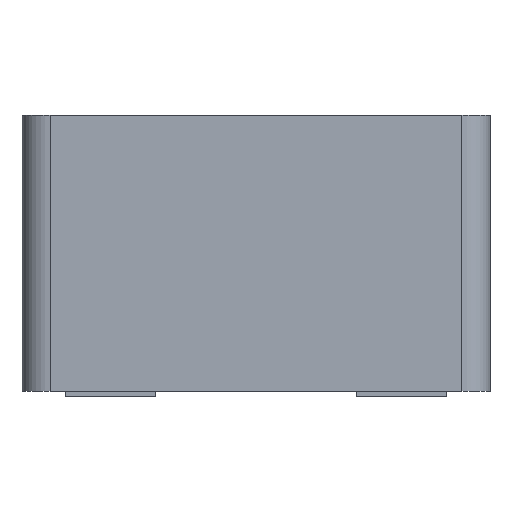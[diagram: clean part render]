
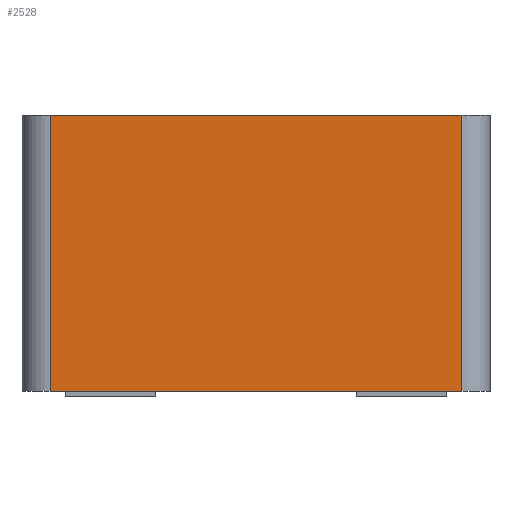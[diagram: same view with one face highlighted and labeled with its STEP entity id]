
A CAD part, front view. The second image highlights one B-rep face of the part: STEP entity #2528.
In plain terms, the highlighted planar face has unit normal (0, -1, 0).
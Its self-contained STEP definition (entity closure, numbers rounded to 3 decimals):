
#2528 = ADVANCED_FACE('',(#2529),#2563,.F.);
#2529 = FACE_BOUND('',#2530,.T.);
#2530 = EDGE_LOOP('',(#2531,#2541,#2549,#2557));
#2531 = ORIENTED_EDGE('',*,*,#2532,.T.);
#2532 = EDGE_CURVE('',#2533,#2535,#2537,.T.);
#2533 = VERTEX_POINT('',#2534);
#2534 = CARTESIAN_POINT('',(-3.65,-4.4,0.1));
#2535 = VERTEX_POINT('',#2536);
#2536 = CARTESIAN_POINT('',(3.65,-4.4,0.1));
#2537 = LINE('',#2538,#2539);
#2538 = CARTESIAN_POINT('',(-4.15,-4.4,0.1));
#2539 = VECTOR('',#2540,1.);
#2540 = DIRECTION('',(1.,0.,0.));
#2541 = ORIENTED_EDGE('',*,*,#2542,.T.);
#2542 = EDGE_CURVE('',#2535,#2543,#2545,.T.);
#2543 = VERTEX_POINT('',#2544);
#2544 = CARTESIAN_POINT('',(3.65,-4.4,5.));
#2545 = LINE('',#2546,#2547);
#2546 = CARTESIAN_POINT('',(3.65,-4.4,5.));
#2547 = VECTOR('',#2548,1.);
#2548 = DIRECTION('',(0.,0.,1.));
#2549 = ORIENTED_EDGE('',*,*,#2550,.F.);
#2550 = EDGE_CURVE('',#2551,#2543,#2553,.T.);
#2551 = VERTEX_POINT('',#2552);
#2552 = CARTESIAN_POINT('',(-3.65,-4.4,5.));
#2553 = LINE('',#2554,#2555);
#2554 = CARTESIAN_POINT('',(-4.15,-4.4,5.));
#2555 = VECTOR('',#2556,1.);
#2556 = DIRECTION('',(1.,0.,0.));
#2557 = ORIENTED_EDGE('',*,*,#2558,.T.);
#2558 = EDGE_CURVE('',#2551,#2533,#2559,.T.);
#2559 = LINE('',#2560,#2561);
#2560 = CARTESIAN_POINT('',(-3.65,-4.4,5.));
#2561 = VECTOR('',#2562,1.);
#2562 = DIRECTION('',(0.,0.,-1.));
#2563 = PLANE('',#2564);
#2564 = AXIS2_PLACEMENT_3D('',#2565,#2566,#2567);
#2565 = CARTESIAN_POINT('',(-4.15,-4.4,5.));
#2566 = DIRECTION('',(0.,1.,0.));
#2567 = DIRECTION('',(0.,0.,-1.));
